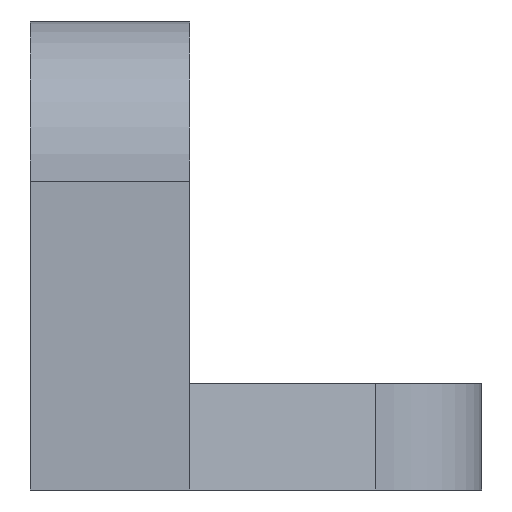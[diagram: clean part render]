
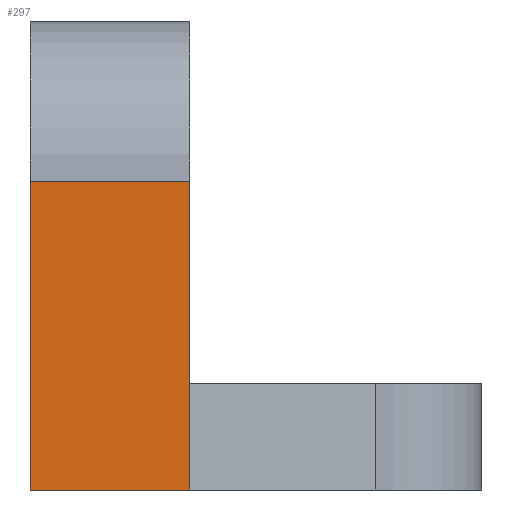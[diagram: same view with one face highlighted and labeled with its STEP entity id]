
A CAD part, front view. The second image highlights one B-rep face of the part: STEP entity #297.
In plain terms, the highlighted planar face has unit normal (0, -1, 0).
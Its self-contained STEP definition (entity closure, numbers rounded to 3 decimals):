
#32=FACE_OUTER_BOUND('',#49,.T.);
#49=EDGE_LOOP('',(#219,#220,#221,#222,#223));
#82=LINE('',#451,#109);
#86=LINE('',#463,#113);
#88=LINE('',#470,#115);
#89=LINE('',#472,#116);
#90=LINE('',#473,#117);
#109=VECTOR('',#361,10.);
#113=VECTOR('',#373,10.);
#115=VECTOR('',#381,10.);
#116=VECTOR('',#382,10.);
#117=VECTOR('',#383,10.);
#135=VERTEX_POINT('',#445);
#137=VERTEX_POINT('',#449);
#141=VERTEX_POINT('',#461);
#143=VERTEX_POINT('',#469);
#144=VERTEX_POINT('',#471);
#164=EDGE_CURVE('',#135,#137,#82,.T.);
#170=EDGE_CURVE('',#137,#141,#86,.T.);
#173=EDGE_CURVE('',#143,#141,#88,.T.);
#174=EDGE_CURVE('',#143,#144,#89,.T.);
#175=EDGE_CURVE('',#144,#135,#90,.T.);
#219=ORIENTED_EDGE('',*,*,#170,.T.);
#220=ORIENTED_EDGE('',*,*,#173,.F.);
#221=ORIENTED_EDGE('',*,*,#174,.T.);
#222=ORIENTED_EDGE('',*,*,#175,.T.);
#223=ORIENTED_EDGE('',*,*,#164,.T.);
#286=PLANE('',#331);
#297=ADVANCED_FACE('',(#32),#286,.T.);
#331=AXIS2_PLACEMENT_3D('',#468,#379,#380);
#361=DIRECTION('',(0.,0.,1.));
#373=DIRECTION('',(-1.,0.,0.));
#379=DIRECTION('center_axis',(0.,-1.,0.));
#380=DIRECTION('ref_axis',(1.,0.,0.));
#381=DIRECTION('',(0.,0.,1.));
#382=DIRECTION('',(1.,0.,0.));
#383=DIRECTION('',(0.,0.,1.));
#445=CARTESIAN_POINT('',(7.5,0.,5.));
#449=CARTESIAN_POINT('',(7.5,0.,14.5));
#451=CARTESIAN_POINT('',(7.5,0.,0.));
#461=CARTESIAN_POINT('',(0.,0.,14.5));
#463=CARTESIAN_POINT('',(0.,0.,14.5));
#468=CARTESIAN_POINT('Origin',(0.,0.,0.));
#469=CARTESIAN_POINT('',(0.,0.,0.));
#470=CARTESIAN_POINT('',(0.,0.,0.));
#471=CARTESIAN_POINT('',(7.5,0.,0.));
#472=CARTESIAN_POINT('',(0.,0.,0.));
#473=CARTESIAN_POINT('',(7.5,0.,0.));
